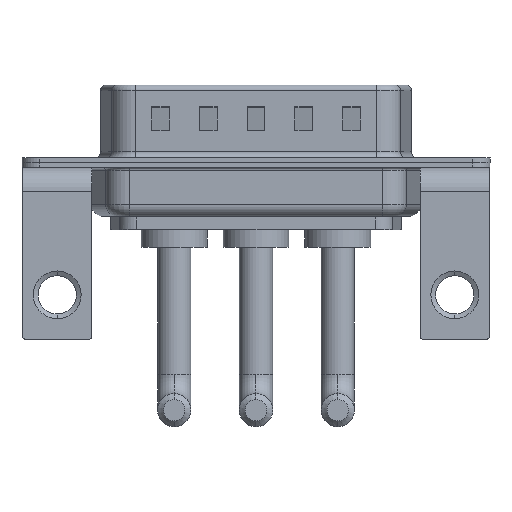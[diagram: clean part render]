
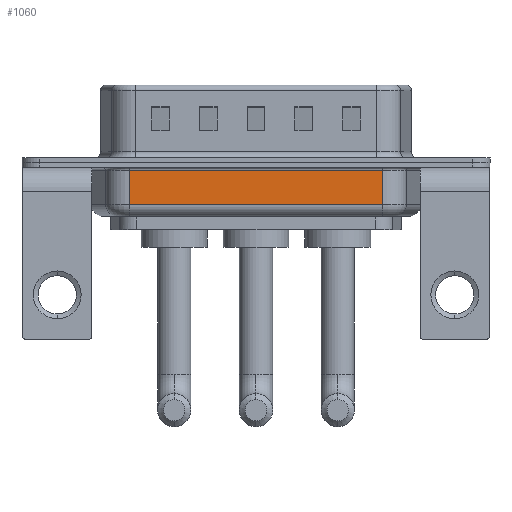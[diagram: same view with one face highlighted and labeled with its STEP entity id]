
A CAD part, front view. The second image highlights one B-rep face of the part: STEP entity #1060.
In plain terms, the highlighted planar face has unit normal (0, -1, 0).
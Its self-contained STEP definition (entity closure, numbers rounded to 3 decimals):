
#857 = DIRECTION ( 'NONE',  ( 0., 0., 1. ) ) ;
#1060 = ADVANCED_FACE ( 'NONE', ( #8392 ), #16045, .F. ) ;
#1111 = EDGE_LOOP ( 'NONE', ( #8357, #2855, #1220, #7364 ) ) ;
#1114 = CARTESIAN_POINT ( 'NONE',  ( 27.269, -5.35, -4.5 ) ) ;
#1220 = ORIENTED_EDGE ( 'NONE', *, *, #15661, .T. ) ;
#1415 = DIRECTION ( 'NONE',  ( -1., 0., 0. ) ) ;
#1583 = LINE ( 'NONE', #15468, #15791 ) ;
#2005 = LINE ( 'NONE', #2346, #6715 ) ;
#2346 = CARTESIAN_POINT ( 'NONE',  ( 6.031, -5.35, -3.5 ) ) ;
#2347 = VERTEX_POINT ( 'NONE', #10294 ) ;
#2375 = CARTESIAN_POINT ( 'NONE',  ( 6.031, -5.35, -4.5 ) ) ;
#2729 = EDGE_CURVE ( 'NONE', #2347, #9581, #1583, .T. ) ;
#2855 = ORIENTED_EDGE ( 'NONE', *, *, #5066, .T. ) ;
#4592 = VERTEX_POINT ( 'NONE', #13885 ) ;
#5066 = EDGE_CURVE ( 'NONE', #12534, #4592, #2005, .T. ) ;
#5706 = CARTESIAN_POINT ( 'NONE',  ( 6.031, -5.35, -3.5 ) ) ;
#5974 = DIRECTION ( 'NONE',  ( 1., 0., 0. ) ) ;
#6715 = VECTOR ( 'NONE', #5974, 1000. ) ;
#7364 = ORIENTED_EDGE ( 'NONE', *, *, #2729, .T. ) ;
#8357 = ORIENTED_EDGE ( 'NONE', *, *, #10217, .F. ) ;
#8392 = FACE_OUTER_BOUND ( 'NONE', #1111, .T. ) ;
#9581 = VERTEX_POINT ( 'NONE', #11748 ) ;
#10217 = EDGE_CURVE ( 'NONE', #12534, #9581, #13551, .T. ) ;
#10294 = CARTESIAN_POINT ( 'NONE',  ( 27.269, -5.35, -0.65 ) ) ;
#10926 = DIRECTION ( 'NONE',  ( 0., 0., 1. ) ) ;
#11748 = CARTESIAN_POINT ( 'NONE',  ( 6.031, -5.35, -0.65 ) ) ;
#12534 = VERTEX_POINT ( 'NONE', #5706 ) ;
#12637 = LINE ( 'NONE', #1114, #16560 ) ;
#13123 = DIRECTION ( 'NONE',  ( 0., 0., 1. ) ) ;
#13518 = DIRECTION ( 'NONE',  ( 0., 1., 0. ) ) ;
#13551 = LINE ( 'NONE', #2375, #14054 ) ;
#13885 = CARTESIAN_POINT ( 'NONE',  ( 27.269, -5.35, -3.5 ) ) ;
#14054 = VECTOR ( 'NONE', #857, 1000. ) ;
#15468 = CARTESIAN_POINT ( 'NONE',  ( 6.031, -5.35, -0.65 ) ) ;
#15661 = EDGE_CURVE ( 'NONE', #4592, #2347, #12637, .T. ) ;
#15791 = VECTOR ( 'NONE', #1415, 1000. ) ;
#15832 = AXIS2_PLACEMENT_3D ( 'NONE', #15884, #13518, #10926 ) ;
#15884 = CARTESIAN_POINT ( 'NONE',  ( 6.031, -5.35, -4.5 ) ) ;
#16045 = PLANE ( 'NONE',  #15832 ) ;
#16560 = VECTOR ( 'NONE', #13123, 1000. ) ;
